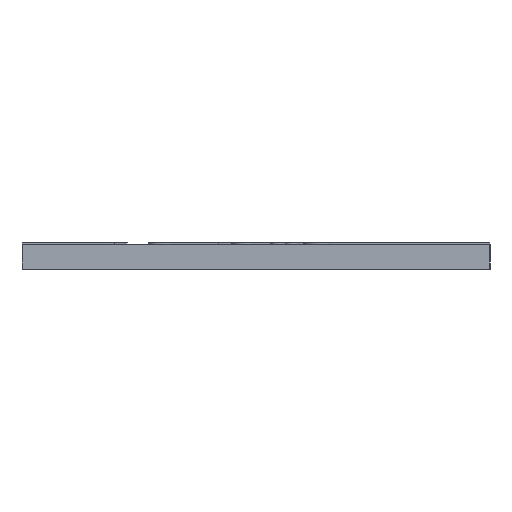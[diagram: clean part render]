
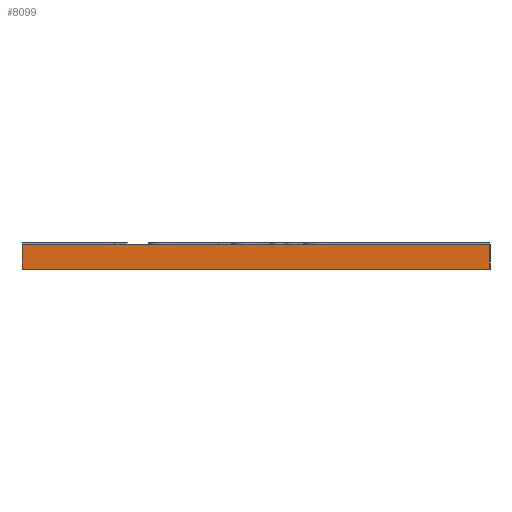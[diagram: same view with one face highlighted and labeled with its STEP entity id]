
A CAD part, front view. The second image highlights one B-rep face of the part: STEP entity #8099.
In plain terms, the highlighted planar face has unit normal (0, -1, 0).
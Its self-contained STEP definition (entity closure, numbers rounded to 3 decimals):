
#263 = DIRECTION ( 'NONE',  ( 1., 0., 0. ) ) ;
#556 = CARTESIAN_POINT ( 'NONE',  ( -15., -64.25, 0.8 ) ) ;
#728 = DIRECTION ( 'NONE',  ( 0., 0., -1. ) ) ;
#1330 = VECTOR ( 'NONE', #263, 1000. ) ;
#2337 = FACE_OUTER_BOUND ( 'NONE', #19703, .T. ) ;
#3047 = LINE ( 'NONE', #556, #20475 ) ;
#4493 = DIRECTION ( 'NONE',  ( 0., 1., 0. ) ) ;
#7791 = EDGE_CURVE ( 'NONE', #16546, #34120, #17176, .T. ) ;
#8099 = ADVANCED_FACE ( 'NONE', ( #2337 ), #10514, .F. ) ;
#9766 = ORIENTED_EDGE ( 'NONE', *, *, #21742, .T. ) ;
#10514 = PLANE ( 'NONE',  #23925 ) ;
#14724 = CARTESIAN_POINT ( 'NONE',  ( -15., -64.25, 0.8 ) ) ;
#14979 = CARTESIAN_POINT ( 'NONE',  ( -15., -64.25, -0.8 ) ) ;
#16546 = VERTEX_POINT ( 'NONE', #14724 ) ;
#16730 = ORIENTED_EDGE ( 'NONE', *, *, #7791, .F. ) ;
#17176 = LINE ( 'NONE', #24668, #1330 ) ;
#18550 = DIRECTION ( 'NONE',  ( 0., 0., 1. ) ) ;
#19080 = VECTOR ( 'NONE', #25126, 1000. ) ;
#19703 = EDGE_LOOP ( 'NONE', ( #23552, #22916, #16730, #9766 ) ) ;
#20475 = VECTOR ( 'NONE', #728, 1000. ) ;
#20589 = VECTOR ( 'NONE', #21149, 1000. ) ;
#21149 = DIRECTION ( 'NONE',  ( 0., 0., -1. ) ) ;
#21742 = EDGE_CURVE ( 'NONE', #16546, #34904, #3047, .T. ) ;
#22461 = CARTESIAN_POINT ( 'NONE',  ( -15., -64.25, -0.8 ) ) ;
#22916 = ORIENTED_EDGE ( 'NONE', *, *, #26166, .F. ) ;
#23552 = ORIENTED_EDGE ( 'NONE', *, *, #33031, .T. ) ;
#23638 = LINE ( 'NONE', #23993, #20589 ) ;
#23925 = AXIS2_PLACEMENT_3D ( 'NONE', #26365, #4493, #18550 ) ;
#23993 = CARTESIAN_POINT ( 'NONE',  ( 15., -64.25, 0.8 ) ) ;
#24258 = CARTESIAN_POINT ( 'NONE',  ( 15., -64.25, -0.8 ) ) ;
#24668 = CARTESIAN_POINT ( 'NONE',  ( -15., -64.25, 0.8 ) ) ;
#25126 = DIRECTION ( 'NONE',  ( 1., 0., 0. ) ) ;
#26166 = EDGE_CURVE ( 'NONE', #34120, #27568, #23638, .T. ) ;
#26365 = CARTESIAN_POINT ( 'NONE',  ( -15., -64.25, 0.8 ) ) ;
#27568 = VERTEX_POINT ( 'NONE', #24258 ) ;
#30445 = LINE ( 'NONE', #14979, #19080 ) ;
#32334 = CARTESIAN_POINT ( 'NONE',  ( 15., -64.25, 0.8 ) ) ;
#33031 = EDGE_CURVE ( 'NONE', #34904, #27568, #30445, .T. ) ;
#34120 = VERTEX_POINT ( 'NONE', #32334 ) ;
#34904 = VERTEX_POINT ( 'NONE', #22461 ) ;
